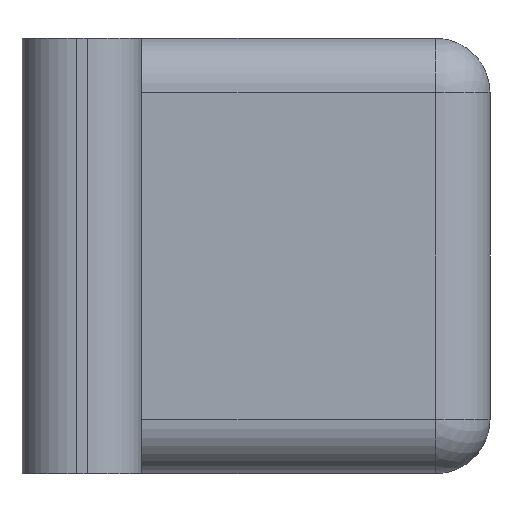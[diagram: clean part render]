
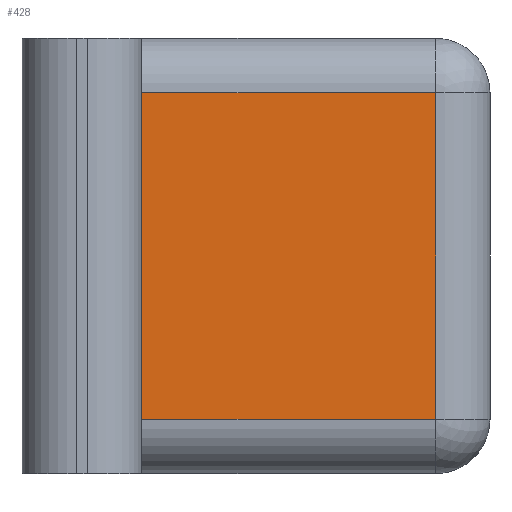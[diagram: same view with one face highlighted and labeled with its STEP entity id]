
A CAD part, left-side view. The second image highlights one B-rep face of the part: STEP entity #428.
In plain terms, the highlighted planar face has unit normal (-1, 0, 0).
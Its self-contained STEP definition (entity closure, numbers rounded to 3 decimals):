
#26=PLANE('',#501);
#52=FACE_OUTER_BOUND('',#78,.T.);
#78=EDGE_LOOP('',(#362,#363,#364,#365));
#106=LINE('',#737,#142);
#109=LINE('',#744,#145);
#113=LINE('',#753,#149);
#117=LINE('',#760,#153);
#142=VECTOR('',#603,10.);
#145=VECTOR('',#610,10.);
#149=VECTOR('',#622,10.);
#153=VECTOR('',#632,10.);
#208=VERTEX_POINT('',#724);
#212=VERTEX_POINT('',#733);
#213=VERTEX_POINT('',#740);
#215=VERTEX_POINT('',#751);
#260=EDGE_CURVE('',#208,#212,#106,.T.);
#264=EDGE_CURVE('',#212,#213,#109,.T.);
#269=EDGE_CURVE('',#215,#208,#113,.T.);
#273=EDGE_CURVE('',#213,#215,#117,.T.);
#362=ORIENTED_EDGE('',*,*,#264,.F.);
#363=ORIENTED_EDGE('',*,*,#260,.F.);
#364=ORIENTED_EDGE('',*,*,#269,.F.);
#365=ORIENTED_EDGE('',*,*,#273,.F.);
#428=ADVANCED_FACE('',(#52),#26,.T.);
#501=AXIS2_PLACEMENT_3D('',#759,#630,#631);
#603=DIRECTION('',(0.,0.,-1.));
#610=DIRECTION('',(0.,1.,0.));
#622=DIRECTION('',(0.,-1.,0.));
#630=DIRECTION('center_axis',(-1.,0.,0.));
#631=DIRECTION('ref_axis',(0.,1.,0.));
#632=DIRECTION('',(0.,0.,1.));
#724=CARTESIAN_POINT('',(2.058,-5.5,2.5));
#733=CARTESIAN_POINT('',(2.058,-5.5,-0.5));
#737=CARTESIAN_POINT('',(2.058,-5.5,0.));
#740=CARTESIAN_POINT('',(2.058,-2.8,-0.5));
#744=CARTESIAN_POINT('',(2.058,-4.125,-0.5));
#751=CARTESIAN_POINT('',(2.058,-2.8,2.5));
#753=CARTESIAN_POINT('',(2.058,-4.125,2.5));
#759=CARTESIAN_POINT('Origin',(2.058,-6.,0.));
#760=CARTESIAN_POINT('',(2.058,-2.8,0.));
